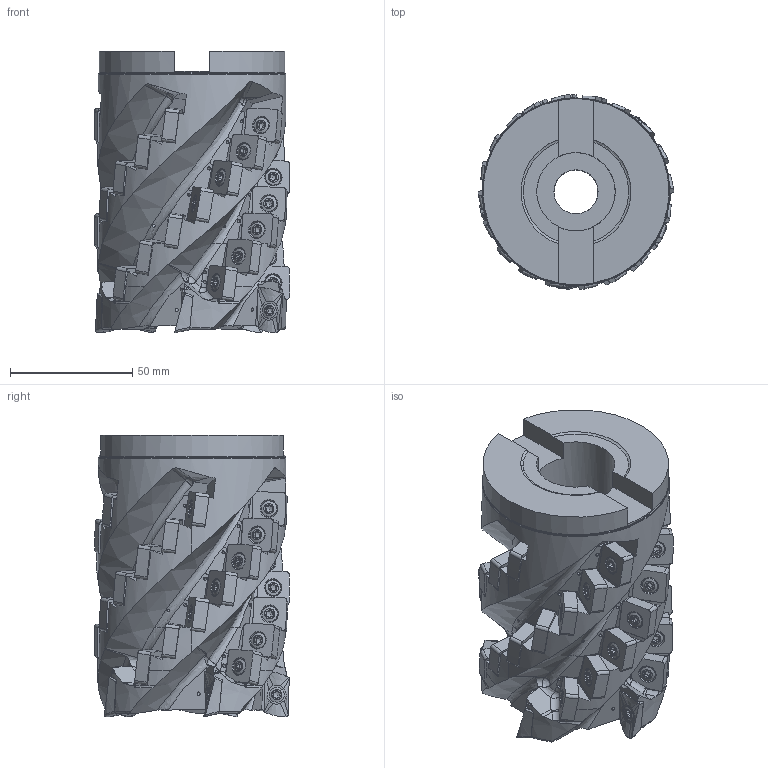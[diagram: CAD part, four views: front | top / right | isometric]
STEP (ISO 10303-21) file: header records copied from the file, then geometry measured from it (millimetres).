
FILE_DESCRIPTION(/* description */ (''),/* implementation_level */ '2;1');
FILE_NAME(/* name */ 'R220.82-0080-090-SNXO16.5SA_Detailed.stp',/* time_stamp */ '2024-07-16T08:27:48+06:00',/* author */ (''),/* organization */ (''),/* preprocessor_version */ 'ST-DEVELOPER v18.102',/* originating_system */ 'SIEMENS PLM Software NX2206.8101',/* authorisation */ '');
FILE_SCHEMA (('AUTOMOTIVE_DESIGN { 1 0 10303 214 3 1 1 1 }'));
Products named in the file (5): CUT2; CUT1; NOCUT; ASSEMBLY_CONSTRUCTION; A2713658_stp
Assembly tree (42 placements, depth 2):
  A2713658_stp
    ASSEMBLY_CONSTRUCTION
    NOCUT
    CUT1  x5
    CUT2  x35
Bounding box: 79.77 x 79.72 x 115 mm (x, y, z)
Volume: 346394.4 mm3; surface area: 89403.2 mm2
Topology: 41 solids, 41 shells, 2047 faces, 5699 edges, 3926 vertices
Faces by surface type: cylinder 1207, plane 409, bspline 194, cone 180, torus 36, sphere 18, extrusion 2, revolution 1
Full cylindrical faces by diameter (mm): 1.2 x45, 4.5 x5, 5 x40, 5.75 x35, 6.4 x40, 7.3 x70, 18 x3, 23 x1, 24.986 x1, 25.006 x1, 32.008 x1, 54.25 x1, 76 x1, 76.7 x1
Entity records: 79887 total; most frequent: CARTESIAN_POINT 45802, ORIENTED_EDGE 7138, DIRECTION 6427, EDGE_CURVE 3569, AXIS2_PLACEMENT_3D 2747, VERTEX_POINT 2532, EDGE_LOOP 1801, ADVANCED_FACE 1439
